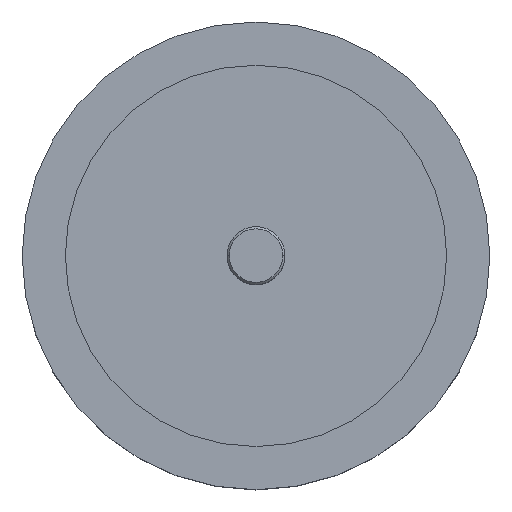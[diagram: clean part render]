
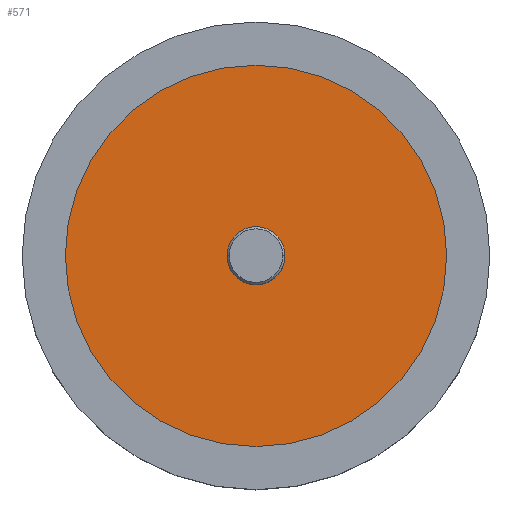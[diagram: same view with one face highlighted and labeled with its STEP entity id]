
A CAD part, top view. The second image highlights one B-rep face of the part: STEP entity #571.
In plain terms, the highlighted planar face has unit normal (0, 0, 1).
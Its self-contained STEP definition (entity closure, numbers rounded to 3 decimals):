
#29 = CARTESIAN_POINT ( 'NONE',  ( 4.28, 0., 2.999 ) ) ;
#52 = DIRECTION ( 'NONE',  ( 0., 0., 1. ) ) ;
#61 = EDGE_LOOP ( 'NONE', ( #86, #252 ) ) ;
#71 = CIRCLE ( 'NONE', #191, 4.28 ) ;
#86 = ORIENTED_EDGE ( 'NONE', *, *, #585, .T. ) ;
#118 = DIRECTION ( 'NONE',  ( 0., 0., 1. ) ) ;
#144 = EDGE_CURVE ( 'NONE', #240, #498, #71, .T. ) ;
#184 = EDGE_LOOP ( 'NONE', ( #210, #443 ) ) ;
#191 = AXIS2_PLACEMENT_3D ( 'NONE', #456, #52, #368 ) ;
#210 = ORIENTED_EDGE ( 'NONE', *, *, #349, .F. ) ;
#228 = PLANE ( 'NONE',  #541 ) ;
#240 = VERTEX_POINT ( 'NONE', #242 ) ;
#242 = CARTESIAN_POINT ( 'NONE',  ( -4.28, 0., 2.999 ) ) ;
#248 = AXIS2_PLACEMENT_3D ( 'NONE', #538, #543, #499 ) ;
#252 = ORIENTED_EDGE ( 'NONE', *, *, #144, .T. ) ;
#262 = DIRECTION ( 'NONE',  ( 0., 0., 1. ) ) ;
#288 = VERTEX_POINT ( 'NONE', #552 ) ;
#303 = DIRECTION ( 'NONE',  ( 0., 0., 1. ) ) ;
#317 = AXIS2_PLACEMENT_3D ( 'NONE', #484, #303, #527 ) ;
#333 = CARTESIAN_POINT ( 'NONE',  ( 0., 0., 2.999 ) ) ;
#337 = FACE_OUTER_BOUND ( 'NONE', #61, .T. ) ;
#347 = CARTESIAN_POINT ( 'NONE',  ( -0.65, 0., 2.999 ) ) ;
#349 = EDGE_CURVE ( 'NONE', #288, #500, #452, .T. ) ;
#355 = CIRCLE ( 'NONE', #248, 4.28 ) ;
#364 = DIRECTION ( 'NONE',  ( 1., 0., 0. ) ) ;
#368 = DIRECTION ( 'NONE',  ( 1., 0., 0. ) ) ;
#432 = EDGE_CURVE ( 'NONE', #500, #288, #447, .T. ) ;
#443 = ORIENTED_EDGE ( 'NONE', *, *, #432, .F. ) ;
#447 = CIRCLE ( 'NONE', #317, 0.65 ) ;
#452 = CIRCLE ( 'NONE', #545, 0.65 ) ;
#456 = CARTESIAN_POINT ( 'NONE',  ( 0., 0., 2.999 ) ) ;
#474 = FACE_BOUND ( 'NONE', #184, .T. ) ;
#476 = DIRECTION ( 'NONE',  ( 1., 0., 0. ) ) ;
#484 = CARTESIAN_POINT ( 'NONE',  ( 0., 0., 2.999 ) ) ;
#498 = VERTEX_POINT ( 'NONE', #29 ) ;
#499 = DIRECTION ( 'NONE',  ( 1., 0., 0. ) ) ;
#500 = VERTEX_POINT ( 'NONE', #347 ) ;
#527 = DIRECTION ( 'NONE',  ( 1., 0., 0. ) ) ;
#535 = CARTESIAN_POINT ( 'NONE',  ( 0., 0., 2.999 ) ) ;
#538 = CARTESIAN_POINT ( 'NONE',  ( 0., 0., 2.999 ) ) ;
#541 = AXIS2_PLACEMENT_3D ( 'NONE', #535, #262, #364 ) ;
#543 = DIRECTION ( 'NONE',  ( 0., 0., 1. ) ) ;
#545 = AXIS2_PLACEMENT_3D ( 'NONE', #333, #118, #476 ) ;
#552 = CARTESIAN_POINT ( 'NONE',  ( 0.65, 0., 2.999 ) ) ;
#571 = ADVANCED_FACE ( 'NONE', ( #474, #337 ), #228, .T. ) ;
#585 = EDGE_CURVE ( 'NONE', #498, #240, #355, .T. ) ;
